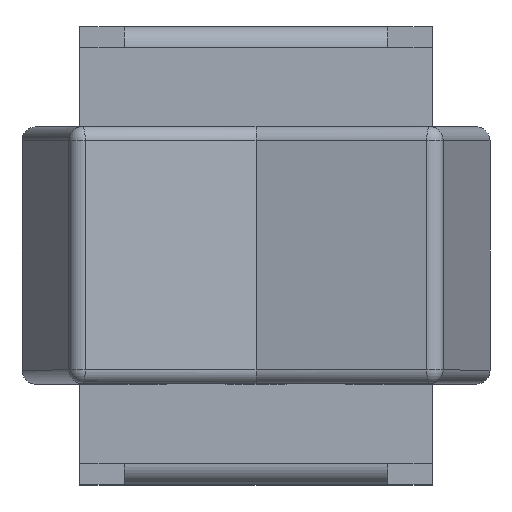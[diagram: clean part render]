
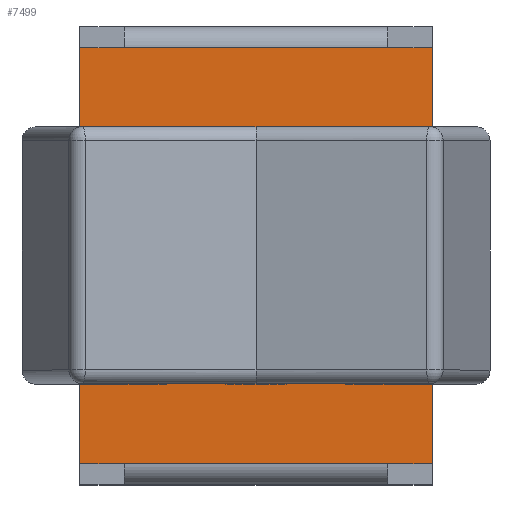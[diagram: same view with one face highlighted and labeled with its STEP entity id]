
A CAD part, top view. The second image highlights one B-rep face of the part: STEP entity #7499.
In plain terms, the highlighted planar face has unit normal (0, 0, 1).
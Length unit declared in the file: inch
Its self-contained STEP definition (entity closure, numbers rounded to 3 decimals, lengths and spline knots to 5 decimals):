
#267=FACE_OUTER_BOUND('',#716,.T.);
#716=EDGE_LOOP('',(#5256,#5257,#5258,#5259,#5260,#5261,#5262,#5263));
#1593=LINE('',#11394,#2420);
#1595=LINE('',#11399,#2422);
#1597=LINE('',#11402,#2424);
#1600=LINE('',#11408,#2427);
#1605=LINE('',#11418,#2432);
#1607=LINE('',#11421,#2434);
#1614=LINE('',#11438,#2441);
#1615=LINE('',#11441,#2442);
#2420=VECTOR('',#9014,0.3937);
#2422=VECTOR('',#9018,0.3937);
#2424=VECTOR('',#9022,0.3937);
#2427=VECTOR('',#9027,0.3937);
#2432=VECTOR('',#9034,0.3937);
#2434=VECTOR('',#9038,0.3937);
#2441=VECTOR('',#9059,0.3937);
#2442=VECTOR('',#9064,0.3937);
#3108=VERTEX_POINT('',#11068);
#3111=VERTEX_POINT('',#11075);
#3114=VERTEX_POINT('',#11082);
#3214=VERTEX_POINT('',#11390);
#3217=VERTEX_POINT('',#11397);
#3219=VERTEX_POINT('',#11406);
#3220=VERTEX_POINT('',#11411);
#3223=VERTEX_POINT('',#11416);
#3972=EDGE_CURVE('',#3114,#3214,#1593,.T.);
#3974=EDGE_CURVE('',#3108,#3217,#1595,.T.);
#3976=EDGE_CURVE('',#3217,#3214,#1597,.T.);
#3979=EDGE_CURVE('',#3111,#3219,#1600,.T.);
#3984=EDGE_CURVE('',#3223,#3220,#1605,.T.);
#3986=EDGE_CURVE('',#3219,#3220,#1607,.T.);
#3995=EDGE_CURVE('',#3223,#3108,#1614,.T.);
#3997=EDGE_CURVE('',#3111,#3114,#1615,.T.);
#5256=ORIENTED_EDGE('',*,*,#3997,.F.);
#5257=ORIENTED_EDGE('',*,*,#3979,.T.);
#5258=ORIENTED_EDGE('',*,*,#3986,.T.);
#5259=ORIENTED_EDGE('',*,*,#3984,.F.);
#5260=ORIENTED_EDGE('',*,*,#3995,.T.);
#5261=ORIENTED_EDGE('',*,*,#3974,.T.);
#5262=ORIENTED_EDGE('',*,*,#3976,.T.);
#5263=ORIENTED_EDGE('',*,*,#3972,.F.);
#7203=PLANE('',#8001);
#7499=ADVANCED_FACE('',(#267),#7203,.T.);
#8001=AXIS2_PLACEMENT_3D('',#11440,#9062,#9063);
#9014=DIRECTION('',(-1.,0.,0.));
#9018=DIRECTION('',(-1.,0.,0.));
#9022=DIRECTION('',(0.,-1.,0.));
#9027=DIRECTION('',(1.,0.,0.));
#9034=DIRECTION('',(1.,0.,0.));
#9038=DIRECTION('',(0.,1.,0.));
#9059=DIRECTION('',(-1.,0.,0.));
#9062=DIRECTION('center_axis',(0.,0.,
1.));
#9063=DIRECTION('ref_axis',(1.,0.,0.));
#9064=DIRECTION('',(-1.,0.,0.));
#11068=CARTESIAN_POINT('',(-0.18701,0.29508,0.41496));
#11075=CARTESIAN_POINT('',(0.18701,-0.29508,0.41496));
#11082=CARTESIAN_POINT('',(-0.18701,-0.29508,0.41496));
#11390=CARTESIAN_POINT('',(-0.25,-0.29508,0.41496));
#11394=CARTESIAN_POINT('',(-0.18701,-0.29508,0.41496));
#11397=CARTESIAN_POINT('',(-0.25,0.29508,0.41496));
#11399=CARTESIAN_POINT('',(-0.18701,0.29508,0.41496));
#11402=CARTESIAN_POINT('',(-0.25,-0.29508,0.41496));
#11406=CARTESIAN_POINT('',(0.25,-0.29508,0.41496));
#11408=CARTESIAN_POINT('',(0.18701,-0.29508,0.41496));
#11411=CARTESIAN_POINT('',(0.25,0.29508,0.41496));
#11416=CARTESIAN_POINT('',(0.18701,0.29508,0.41496));
#11418=CARTESIAN_POINT('',(0.18701,0.29508,0.41496));
#11421=CARTESIAN_POINT('',(0.25,0.29508,0.41496));
#11438=CARTESIAN_POINT('',(0.,0.29508,0.41496));
#11440=CARTESIAN_POINT('Origin',(0.,0.29508,
0.41496));
#11441=CARTESIAN_POINT('',(0.,-0.29508,0.41496));
